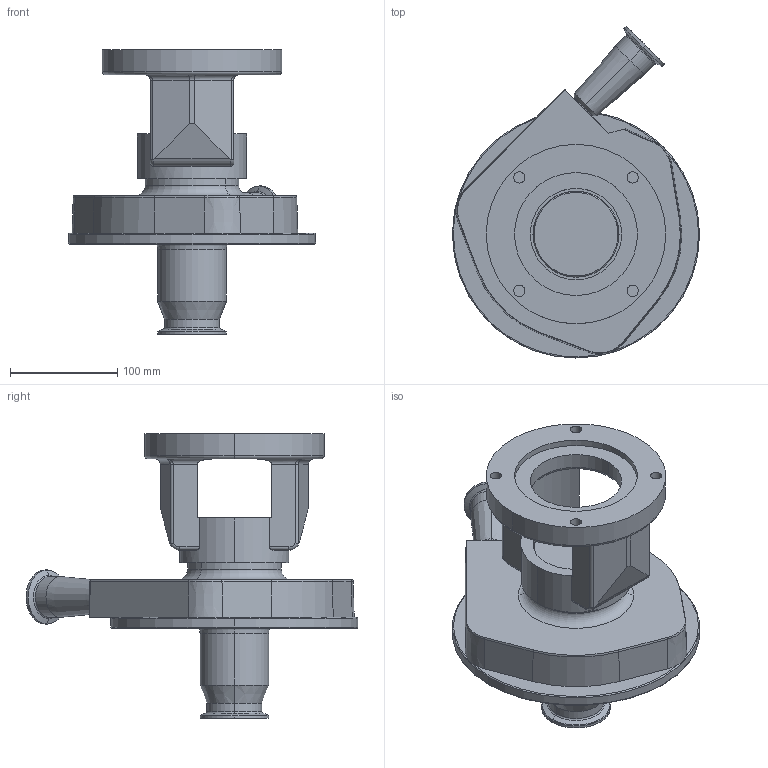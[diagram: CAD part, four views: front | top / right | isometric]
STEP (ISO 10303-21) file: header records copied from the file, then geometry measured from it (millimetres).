
FILE_DESCRIPTION (( 'STEP AP214' ), '1' );
FILE_NAME ('FPR 721-722-731 140TC 45L.STEP', '2023-01-10T16:42:32', ( '' ), ( '' ), 'SwSTEP 2.0', 'SolidWorks 2021', '' );
FILE_SCHEMA (( 'AUTOMOTIVE_DESIGN' ));
Length unit declared in the file: millimetre
Products named in the file (1): FPR 721-722-731 140TC 45L
Bounding box: 230 x 308.89 x 265 mm (x, y, z)
Volume: 2218607.8 mm3; surface area: 332875.6 mm2
Topology: 1 solids, 1 shells, 216 faces, 488 edges, 283 vertices
Faces by surface type: cylinder 67, torus 55, plane 48, cone 40, bspline 6
Entity records: 6477 total; most frequent: CARTESIAN_POINT 1533, DIRECTION 1140, ORIENTED_EDGE 968, AXIS2_PLACEMENT_3D 485, EDGE_CURVE 484, VERTEX_POINT 283, CIRCLE 274, EDGE_LOOP 241
